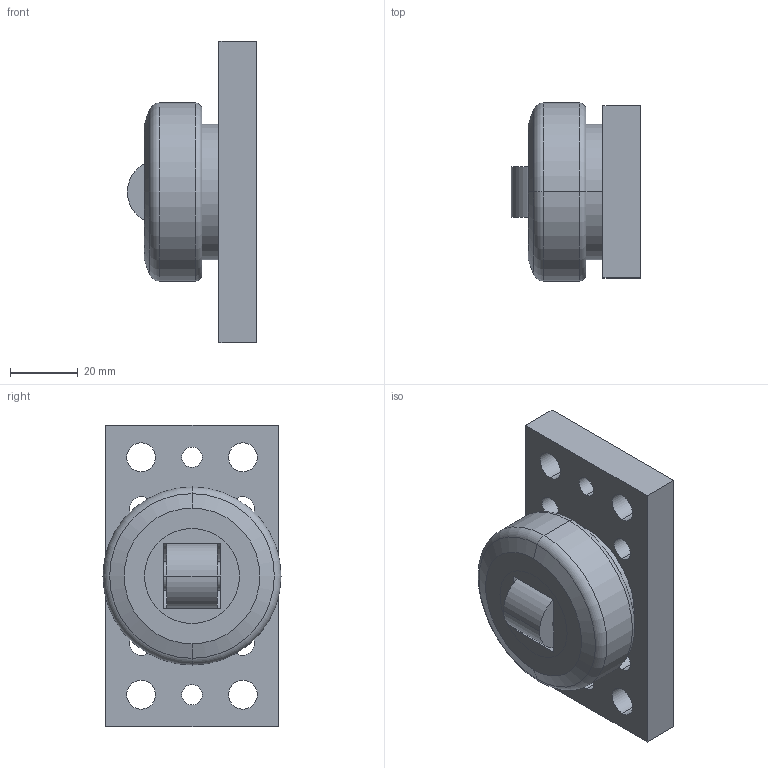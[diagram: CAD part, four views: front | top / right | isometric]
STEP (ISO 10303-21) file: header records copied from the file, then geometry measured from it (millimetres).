
FILE_DESCRIPTION (( 'STEP AP203' ), '1' );
FILE_NAME ('CRT_D4531AF687.step', '2022-05-05T12:33:11', ( '' ), ( '' ), 'SwSTEP 2.0', 'SolidWorks 2019', '' );
FILE_SCHEMA (( 'CONFIG_CONTROL_DESIGN' ));
Length unit declared in the file: inch
Products named in the file (3): CRT_D4531AF687; YGt4ulPlyA_CADModel_0
Assembly tree (1 placements, depth 2):
  CRT_D4531AF687
    YGt4ulPlyA_CADModel_0
  YGt4ulPlyA_CADModel_0
Bounding box: 38.11 x 52.5 x 88.9 mm (x, y, z)
Volume: 81407.5 mm3; surface area: 28524.6 mm2
Topology: 5 solids, 5 shells, 73 faces, 167 edges, 108 vertices
Faces by surface type: cylinder 46, plane 17, cone 6, torus 4
Entity records: 2669 total; most frequent: CARTESIAN_POINT 617, DIRECTION 409, ORIENTED_EDGE 334, AXIS2_PLACEMENT_3D 172, EDGE_CURVE 167, VERTEX_POINT 108, EDGE_LOOP 105, CIRCLE 94
